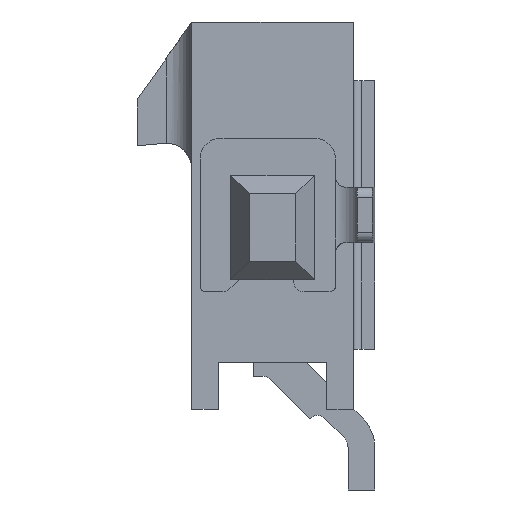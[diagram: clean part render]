
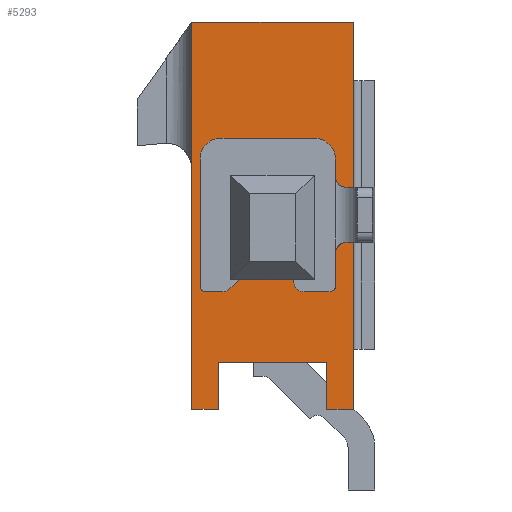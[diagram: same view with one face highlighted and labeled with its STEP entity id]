
A CAD part, left-side view. The second image highlights one B-rep face of the part: STEP entity #5293.
In plain terms, the highlighted planar face has unit normal (-1, 0, 0).
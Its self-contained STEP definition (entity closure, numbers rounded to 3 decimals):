
#72=DIRECTION('',(0.,0.,-1.));
#73=VECTOR('',#72,9.24);
#74=CARTESIAN_POINT('',(-9.5,-1.93,0.));
#75=LINE('',#74,#73);
#76=DIRECTION('',(0.,1.,0.));
#77=VECTOR('',#76,0.64);
#78=CARTESIAN_POINT('',(-9.5,-1.93,-9.24));
#79=LINE('',#78,#77);
#80=DIRECTION('',(0.,0.,1.));
#81=VECTOR('',#80,1.13);
#82=CARTESIAN_POINT('',(-9.5,-1.29,-9.24));
#83=LINE('',#82,#81);
#84=DIRECTION('',(0.,1.,0.));
#85=VECTOR('',#84,2.58);
#86=CARTESIAN_POINT('',(-9.5,-1.29,-8.11));
#87=LINE('',#86,#85);
#88=DIRECTION('',(0.,0.,-1.));
#89=VECTOR('',#88,1.13);
#90=CARTESIAN_POINT('',(-9.5,1.29,-8.11));
#91=LINE('',#90,#89);
#92=DIRECTION('',(0.,1.,0.));
#93=VECTOR('',#92,0.64);
#94=CARTESIAN_POINT('',(-9.5,1.29,-9.24));
#95=LINE('',#94,#93);
#96=DIRECTION('',(0.,0.,1.));
#97=VECTOR('',#96,9.24);
#98=CARTESIAN_POINT('',(-9.5,1.93,-9.24));
#99=LINE('',#98,#97);
#100=DIRECTION('',(0.,-1.,0.));
#101=VECTOR('',#100,3.86);
#102=CARTESIAN_POINT('',(-9.5,1.93,0.));
#103=LINE('',#102,#101);
#104=DIRECTION('',(0.,1.,0.));
#105=VECTOR('',#104,0.6);
#106=CARTESIAN_POINT('',(-9.5,-0.3,-4.15));
#107=LINE('',#106,#105);
#108=DIRECTION('',(0.,0.,1.));
#109=VECTOR('',#108,1.6);
#110=CARTESIAN_POINT('',(-9.5,0.5,-5.95));
#111=LINE('',#110,#109);
#112=DIRECTION('',(0.,1.,0.));
#113=VECTOR('',#112,0.6);
#114=CARTESIAN_POINT('',(-9.5,-0.3,-6.15));
#115=LINE('',#114,#113);
#116=DIRECTION('',(0.,0.,1.));
#117=VECTOR('',#116,1.6);
#118=CARTESIAN_POINT('',(-9.5,-0.5,-5.95));
#119=LINE('',#118,#117);
#3293=CARTESIAN_POINT('',(-9.5,0.3,-4.35));
#3294=DIRECTION('',(1.,0.,0.));
#3295=DIRECTION('',(0.,1.,0.));
#3296=AXIS2_PLACEMENT_3D('',#3293,#3294,#3295);
#3319=CARTESIAN_POINT('',(-9.5,-0.3,-4.35));
#3320=DIRECTION('',(1.,0.,0.));
#3321=DIRECTION('',(0.,0.,1.));
#3322=AXIS2_PLACEMENT_3D('',#3319,#3320,#3321);
#3674=CARTESIAN_POINT('',(-9.5,-0.3,-5.95));
#3675=DIRECTION('',(1.,0.,0.));
#3676=DIRECTION('',(0.,-1.,0.));
#3677=AXIS2_PLACEMENT_3D('',#3674,#3675,#3676);
#3700=CARTESIAN_POINT('',(-9.5,0.3,-5.95));
#3701=DIRECTION('',(1.,0.,0.));
#3702=DIRECTION('',(0.,0.,-1.));
#3703=AXIS2_PLACEMENT_3D('',#3700,#3701,#3702);
#4020=CARTESIAN_POINT('',(-9.5,-1.93,0.));
#4021=CARTESIAN_POINT('',(-9.5,-1.93,-9.24));
#4022=VERTEX_POINT('',#4020);
#4023=VERTEX_POINT('',#4021);
#4024=CARTESIAN_POINT('',(-9.5,-1.29,-9.24));
#4025=VERTEX_POINT('',#4024);
#4026=CARTESIAN_POINT('',(-9.5,-1.29,-8.11));
#4027=VERTEX_POINT('',#4026);
#4028=CARTESIAN_POINT('',(-9.5,1.29,-8.11));
#4029=VERTEX_POINT('',#4028);
#4030=CARTESIAN_POINT('',(-9.5,1.29,-9.24));
#4031=VERTEX_POINT('',#4030);
#4032=CARTESIAN_POINT('',(-9.5,1.93,-9.24));
#4033=VERTEX_POINT('',#4032);
#4034=CARTESIAN_POINT('',(-9.5,1.93,0.));
#4035=VERTEX_POINT('',#4034);
#4772=CARTESIAN_POINT('',(-9.5,-0.3,-4.15));
#4774=VERTEX_POINT('',#4772);
#4777=CARTESIAN_POINT('',(-9.5,0.3,-4.15));
#4779=VERTEX_POINT('',#4777);
#4781=CARTESIAN_POINT('',(-9.5,0.5,-4.35));
#4783=VERTEX_POINT('',#4781);
#4785=CARTESIAN_POINT('',(-9.5,-0.3,-6.15));
#4787=VERTEX_POINT('',#4785);
#4788=CARTESIAN_POINT('',(-9.5,0.3,-6.15));
#4790=VERTEX_POINT('',#4788);
#4792=CARTESIAN_POINT('',(-9.5,0.5,-5.95));
#4794=VERTEX_POINT('',#4792);
#4820=CARTESIAN_POINT('',(-9.5,-0.5,-5.95));
#4821=CARTESIAN_POINT('',(-9.5,-0.5,-4.35));
#4822=VERTEX_POINT('',#4820);
#4823=VERTEX_POINT('',#4821);
#5252=CARTESIAN_POINT('',(-9.5,0.,0.));
#5253=DIRECTION('',(1.,0.,0.));
#5254=DIRECTION('',(0.,-1.,0.));
#5255=AXIS2_PLACEMENT_3D('',#5252,#5253,#5254);
#5256=PLANE('',#5255);
#5258=ORIENTED_EDGE('',*,*,#5257,.T.);
#5260=ORIENTED_EDGE('',*,*,#5259,.T.);
#5262=ORIENTED_EDGE('',*,*,#5261,.T.);
#5264=ORIENTED_EDGE('',*,*,#5263,.T.);
#5266=ORIENTED_EDGE('',*,*,#5265,.T.);
#5268=ORIENTED_EDGE('',*,*,#5267,.T.);
#5270=ORIENTED_EDGE('',*,*,#5269,.T.);
#5272=ORIENTED_EDGE('',*,*,#5271,.T.);
#5273=EDGE_LOOP('',(#5258,#5260,#5262,#5264,#5266,#5268,#5270,#5272));
#5274=FACE_OUTER_BOUND('',#5273,.F.);
#5276=ORIENTED_EDGE('',*,*,#5275,.T.);
#5278=ORIENTED_EDGE('',*,*,#5277,.F.);
#5280=ORIENTED_EDGE('',*,*,#5279,.F.);
#5282=ORIENTED_EDGE('',*,*,#5281,.F.);
#5284=ORIENTED_EDGE('',*,*,#5283,.F.);
#5286=ORIENTED_EDGE('',*,*,#5285,.F.);
#5288=ORIENTED_EDGE('',*,*,#5287,.T.);
#5290=ORIENTED_EDGE('',*,*,#5289,.F.);
#5291=EDGE_LOOP('',(#5276,#5278,#5280,#5282,#5284,#5286,#5288,#5290));
#5292=FACE_BOUND('',#5291,.F.);
#5293=ADVANCED_FACE('',(#5274,#5292),#5256,.F.);
#3297=CIRCLE('',#3296,0.2);
#3323=CIRCLE('',#3322,0.2);
#3678=CIRCLE('',#3677,0.2);
#3704=CIRCLE('',#3703,0.2);
#5257=EDGE_CURVE('',#4022,#4023,#75,.T.);
#5259=EDGE_CURVE('',#4023,#4025,#79,.T.);
#5261=EDGE_CURVE('',#4025,#4027,#83,.T.);
#5263=EDGE_CURVE('',#4027,#4029,#87,.T.);
#5265=EDGE_CURVE('',#4029,#4031,#91,.T.);
#5267=EDGE_CURVE('',#4031,#4033,#95,.T.);
#5269=EDGE_CURVE('',#4033,#4035,#99,.T.);
#5271=EDGE_CURVE('',#4035,#4022,#103,.T.);
#5275=EDGE_CURVE('',#4774,#4779,#107,.T.);
#5277=EDGE_CURVE('',#4783,#4779,#3297,.T.);
#5279=EDGE_CURVE('',#4794,#4783,#111,.T.);
#5281=EDGE_CURVE('',#4790,#4794,#3704,.T.);
#5283=EDGE_CURVE('',#4787,#4790,#115,.T.);
#5285=EDGE_CURVE('',#4822,#4787,#3678,.T.);
#5287=EDGE_CURVE('',#4822,#4823,#119,.T.);
#5289=EDGE_CURVE('',#4774,#4823,#3323,.T.);
